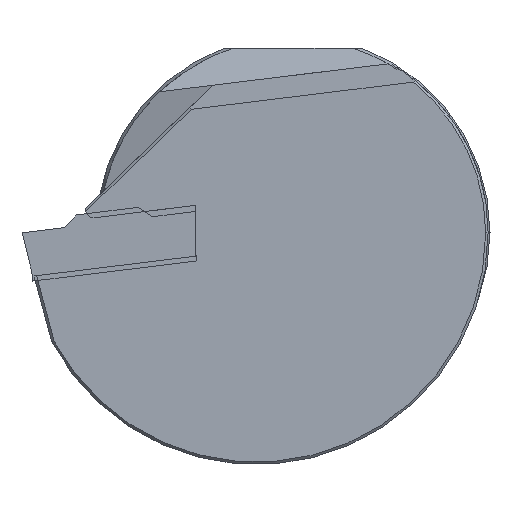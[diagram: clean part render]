
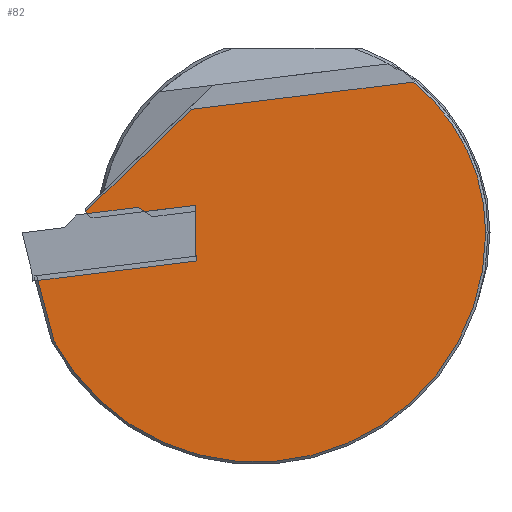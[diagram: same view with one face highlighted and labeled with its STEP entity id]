
A CAD part, left-side view. The second image highlights one B-rep face of the part: STEP entity #82.
In plain terms, the highlighted planar face has unit normal (-1, 0, 0).
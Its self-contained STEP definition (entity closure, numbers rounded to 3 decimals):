
#82=ADVANCED_FACE('',(#155),#124,.F.);
#124=PLANE('',#811);
#155=FACE_OUTER_BOUND('',#196,.T.);
#196=EDGE_LOOP('',(#265,#266,#267,#268,#269,#270,#271,#272,#273));
#242=CIRCLE('',#808,18.625);
#243=CIRCLE('',#809,15.65);
#244=CIRCLE('',#810,0.6);
#265=ORIENTED_EDGE('',*,*,#552,.T.);
#266=ORIENTED_EDGE('',*,*,#553,.T.);
#267=ORIENTED_EDGE('',*,*,#554,.T.);
#268=ORIENTED_EDGE('',*,*,#555,.T.);
#269=ORIENTED_EDGE('',*,*,#556,.T.);
#270=ORIENTED_EDGE('',*,*,#557,.T.);
#271=ORIENTED_EDGE('',*,*,#558,.T.);
#272=ORIENTED_EDGE('',*,*,#559,.T.);
#273=ORIENTED_EDGE('',*,*,#560,.T.);
#481=VERTEX_POINT('',#1103);
#482=VERTEX_POINT('',#1104);
#483=VERTEX_POINT('',#1106);
#484=VERTEX_POINT('',#1108);
#485=VERTEX_POINT('',#1110);
#486=VERTEX_POINT('',#1112);
#487=VERTEX_POINT('',#1114);
#488=VERTEX_POINT('',#1116);
#489=VERTEX_POINT('',#1118);
#552=EDGE_CURVE('',#481,#482,#655,.T.);
#553=EDGE_CURVE('',#482,#483,#656,.T.);
#554=EDGE_CURVE('',#483,#484,#657,.T.);
#555=EDGE_CURVE('',#484,#485,#242,.T.);
#556=EDGE_CURVE('',#485,#486,#243,.T.);
#557=EDGE_CURVE('',#486,#487,#658,.T.);
#558=EDGE_CURVE('',#487,#488,#659,.T.);
#559=EDGE_CURVE('',#488,#489,#244,.T.);
#560=EDGE_CURVE('',#489,#481,#660,.T.);
#655=LINE('',#1102,#730);
#656=LINE('',#1105,#731);
#657=LINE('',#1107,#732);
#658=LINE('',#1113,#733);
#659=LINE('',#1115,#734);
#660=LINE('',#1119,#735);
#730=VECTOR('',#889,1.);
#731=VECTOR('',#890,1.);
#732=VECTOR('',#891,1.);
#733=VECTOR('',#896,1.);
#734=VECTOR('',#897,1.);
#735=VECTOR('',#900,1.);
#808=AXIS2_PLACEMENT_3D('',#1109,#892,#893);
#809=AXIS2_PLACEMENT_3D('',#1111,#894,#895);
#810=AXIS2_PLACEMENT_3D('',#1117,#898,#899);
#811=AXIS2_PLACEMENT_3D('',#1120,#901,#902);
#889=DIRECTION('',(0.,0.,-1.));
#890=DIRECTION('',(0.,0.993,-0.122));
#891=DIRECTION('',(0.,-0.259,-0.966));
#892=DIRECTION('',(-1.,0.,0.));
#893=DIRECTION('',(0.,0.,-1.));
#894=DIRECTION('',(-1.,0.,0.));
#895=DIRECTION('',(0.,0.,-1.));
#896=DIRECTION('',(0.,0.993,-0.122));
#897=DIRECTION('',(0.,0.719,-0.695));
#898=DIRECTION('',(-1.,0.,0.));
#899=DIRECTION('',(0.,0.,-1.));
#900=DIRECTION('',(0.,-0.993,0.122));
#901=DIRECTION('',(1.,0.,0.));
#902=DIRECTION('',(0.,0.,-1.));
#1102=CARTESIAN_POINT('',(0.3,7.906,0.));
#1103=CARTESIAN_POINT('',(0.3,7.906,2.234));
#1104=CARTESIAN_POINT('',(0.3,7.906,-1.896));
#1105=CARTESIAN_POINT('',(0.3,-22.278,1.81));
#1106=CARTESIAN_POINT('',(0.3,20.821,-3.482));
#1107=CARTESIAN_POINT('',(0.3,18.79,-11.064));
#1108=CARTESIAN_POINT('',(0.3,19.402,-8.777));
#1109=CARTESIAN_POINT('',(0.3,2.975,0.));
#1110=CARTESIAN_POINT('',(0.3,-15.65,0.));
#1111=CARTESIAN_POINT('',(0.3,0.,0.));
#1112=CARTESIAN_POINT('',(0.3,-9.757,12.236));
#1113=CARTESIAN_POINT('',(0.3,-25.358,14.152));
#1114=CARTESIAN_POINT('',(0.3,8.228,10.028));
#1115=CARTESIAN_POINT('',(0.3,-2.661,20.544));
#1116=CARTESIAN_POINT('',(0.3,16.82,1.73));
#1117=CARTESIAN_POINT('',(0.3,16.227,1.817));
#1118=CARTESIAN_POINT('',(0.3,16.153,1.222));
#1119=CARTESIAN_POINT('',(0.3,-21.778,5.879));
#1120=CARTESIAN_POINT('',(0.3,-22.5,0.));
